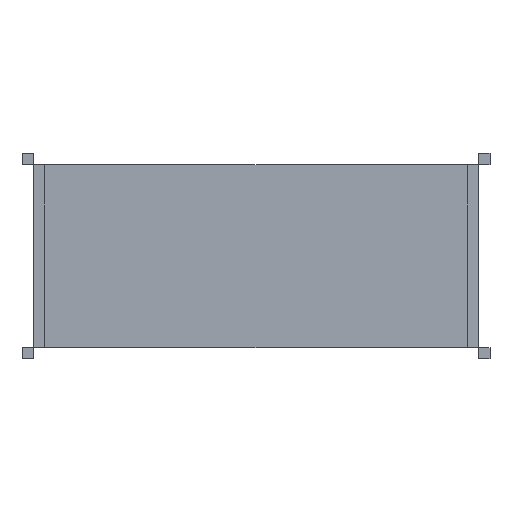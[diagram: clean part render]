
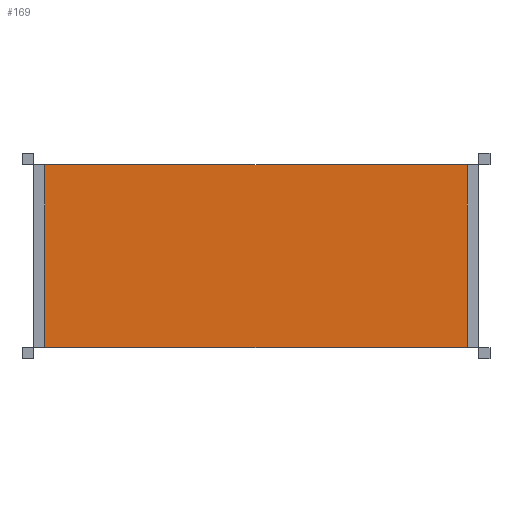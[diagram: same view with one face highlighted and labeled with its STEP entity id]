
A CAD part, front view. The second image highlights one B-rep face of the part: STEP entity #169.
In plain terms, the highlighted planar face has unit normal (0, -1, 0).
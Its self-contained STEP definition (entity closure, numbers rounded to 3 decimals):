
#169=ADVANCED_FACE($,(#175),#170,.F.);
#170=PLANE($,#171);
#171=AXIS2_PLACEMENT_3D($,#172,#173,#174);
#172=CARTESIAN_POINT('Origin',(-0.47,-1.905,0.025));
#173=DIRECTION('center_axis',(0.0,1.0,0.0));
#174=DIRECTION('ref_axis',(0.,0.,1.));
#175=FACE_OUTER_BOUND($,#176,.T.);
#176=EDGE_LOOP($,(#177,#187,#197,#207));
#177=ORIENTED_EDGE($,*,*,#178,.F.);
#178=EDGE_CURVE($,#179,#181,#183,.T.);
#179=VERTEX_POINT($,#180);
#180=CARTESIAN_POINT('',(0.47,-1.905,0.025));
#181=VERTEX_POINT($,#182);
#182=CARTESIAN_POINT('',(-0.47,-1.905,0.025));
#183=LINE($,#184,#185);
#184=CARTESIAN_POINT($,(0.47,-1.905,0.025));
#185=VECTOR($,#186,0.94);
#186=DIRECTION($,(-1.0,0.0,0.0));
#187=ORIENTED_EDGE($,*,*,#188,.F.);
#188=EDGE_CURVE($,#189,#191,#193,.T.);
#189=VERTEX_POINT($,#190);
#190=CARTESIAN_POINT('',(0.47,-1.905,0.432));
#191=VERTEX_POINT($,#180);
#193=LINE($,#194,#195);
#194=CARTESIAN_POINT($,(0.47,-1.905,0.432));
#195=VECTOR($,#196,0.406);
#196=DIRECTION($,(0.0,0.0,-1.0));
#197=ORIENTED_EDGE($,*,*,#198,.F.);
#198=EDGE_CURVE($,#199,#201,#203,.T.);
#199=VERTEX_POINT($,#200);
#200=CARTESIAN_POINT('',(-0.47,-1.905,0.432));
#201=VERTEX_POINT($,#190);
#203=LINE($,#204,#205);
#204=CARTESIAN_POINT($,(-0.47,-1.905,0.432));
#205=VECTOR($,#206,0.94);
#206=DIRECTION($,(1.0,0.0,0.0));
#207=ORIENTED_EDGE($,*,*,#208,.F.);
#208=EDGE_CURVE($,#209,#211,#213,.T.);
#209=VERTEX_POINT($,#182);
#211=VERTEX_POINT($,#200);
#213=LINE($,#214,#215);
#214=CARTESIAN_POINT($,(-0.47,-1.905,0.025));
#215=VECTOR($,#216,0.406);
#216=DIRECTION($,(0.0,0.0,1.0));
